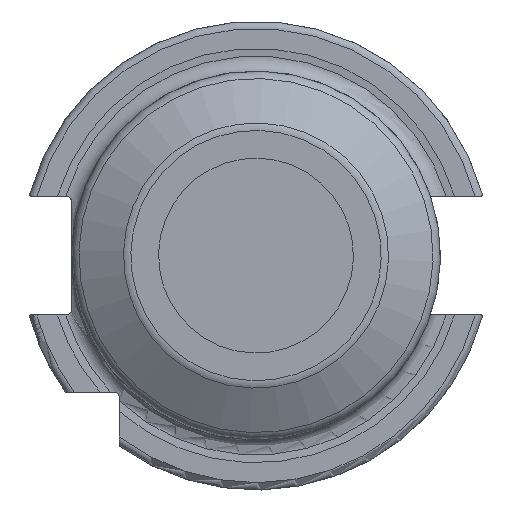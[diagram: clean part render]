
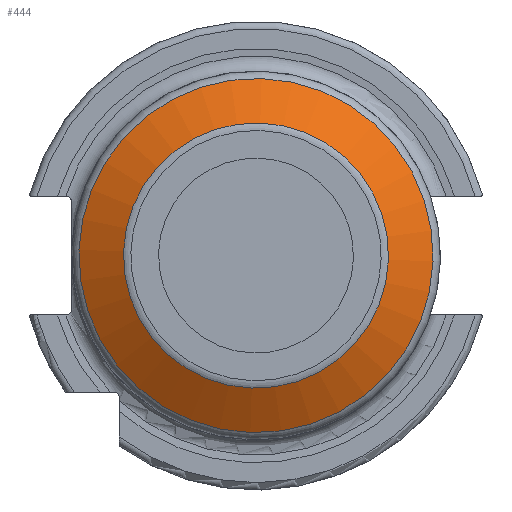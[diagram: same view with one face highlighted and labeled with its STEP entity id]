
A CAD part, left-side view. The second image highlights one B-rep face of the part: STEP entity #444.
In plain terms, the highlighted conical face has half-angle 60 degrees and reference radius 24 mm.
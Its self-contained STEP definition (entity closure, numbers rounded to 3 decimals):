
#414=CONICAL_SURFACE('',#1875,24.,60.);
#444=ADVANCED_FACE('',(#584,#585),#414,.T.);
#584=FACE_BOUND('',#646,.T.);
#585=FACE_BOUND('',#647,.T.);
#646=EDGE_LOOP('',(#787));
#647=EDGE_LOOP('',(#788));
#787=ORIENTED_EDGE('',*,*,#1491,.F.);
#788=ORIENTED_EDGE('',*,*,#1494,.T.);
#1306=VERTEX_POINT('',#2579);
#1309=VERTEX_POINT('',#2588);
#1491=EDGE_CURVE('',#1306,#1306,#1754,.T.);
#1494=EDGE_CURVE('',#1309,#1309,#1757,.T.);
#1754=CIRCLE('',#1868,24.);
#1757=CIRCLE('',#1874,17.964);
#1868=AXIS2_PLACEMENT_3D('',#2578,#2091,#2092);
#1874=AXIS2_PLACEMENT_3D('',#2587,#2103,#2104);
#1875=AXIS2_PLACEMENT_3D('',#2589,#2105,#2106);
#2091=DIRECTION('',(1.,0.,0.));
#2092=DIRECTION('',(0.,-0.205,0.979));
#2103=DIRECTION('',(1.,0.,0.));
#2104=DIRECTION('',(0.,-0.205,0.979));
#2105=DIRECTION('',(1.,0.,0.));
#2106=DIRECTION('',(0.,-0.205,0.979));
#2578=CARTESIAN_POINT('',(-9.247,0.,0.));
#2579=CARTESIAN_POINT('',(-9.247,-4.92,23.49));
#2587=CARTESIAN_POINT('',(-12.732,0.,0.));
#2588=CARTESIAN_POINT('',(-12.732,-3.683,17.583));
#2589=CARTESIAN_POINT('',(-9.247,0.,0.));
